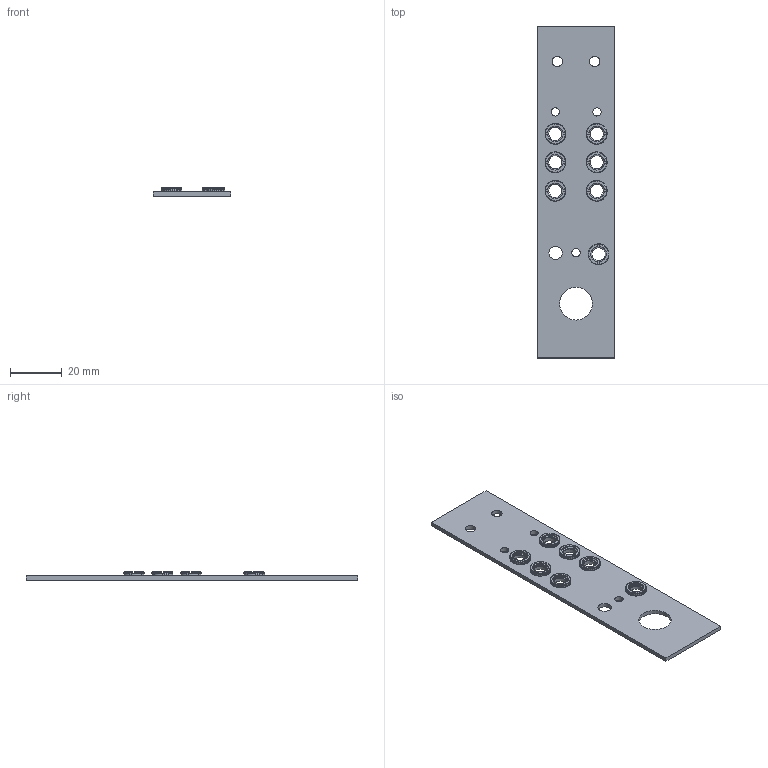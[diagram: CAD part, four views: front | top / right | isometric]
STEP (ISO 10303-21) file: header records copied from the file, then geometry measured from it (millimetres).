
FILE_DESCRIPTION(('KiCad electronic assembly'),'2;1');
FILE_NAME('panel_MIDIFAM.step','2024-08-13T14:15:15',('Pcbnew'),('Kicad' ),'Open CASCADE STEP processor 7.8','KiCad to STEP converter', 'Unknown');
FILE_SCHEMA(('AUTOMOTIVE_DESIGN { 1 0 10303 214 1 1 1 1 }'));
Length unit declared in the file: millimetre
Products named in the file (4): panel_MIDIFAM 1; KNUT-PJ398SM; _autosave-panel_MIDIFAM_PCB
Assembly tree (9 placements, depth 3):
  panel_MIDIFAM 1
    KNUT-PJ398SM  x7
      KNUT-PJ398SM
    _autosave-panel_MIDIFAM_PCB
Bounding box: 30 x 128.5 x 3.15 mm (x, y, z)
Volume: 5772.4 mm3; surface area: 8706.1 mm2
Topology: 8 solids, 8 shells, 832 faces, 2427 edges, 1604 vertices
Faces by surface type: plane 489, cylinder 266, cone 77
Full cylindrical faces by diameter (mm): 3.2 x3, 4 x2, 5.188 x7, 5.2 x1, 6.1 x7, 12.7 x1
Entity records: 5745 total; most frequent: CARTESIAN_POINT 1333, ORIENTED_EDGE 786, DIRECTION 662, EDGE_CURVE 393, AXIS2_PLACEMENT_3D 261, VERTEX_POINT 260, FACE_BOUND 165, EDGE_LOOP 165
